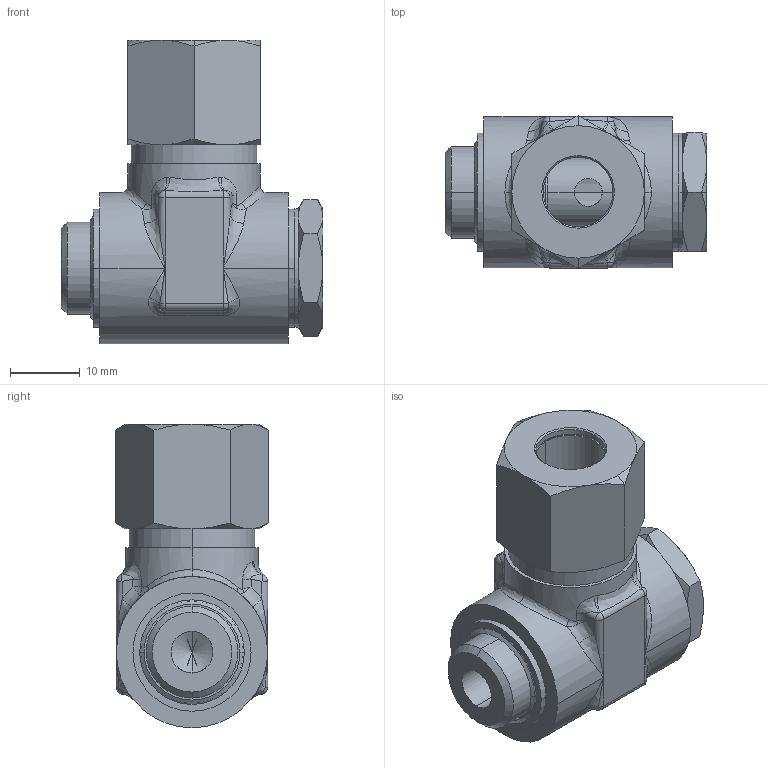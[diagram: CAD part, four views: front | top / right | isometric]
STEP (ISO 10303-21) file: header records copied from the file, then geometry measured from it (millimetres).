
FILE_DESCRIPTION(('STEP AP214'),'1');
FILE_NAME('0118_10_13_39.stp','2020-01-16T10:49:56',('TraceParts'),('TraceParts S.A.'),'Spatial InterOp 3D',' ',' ');
FILE_SCHEMA(('AUTOMOTIVE_DESIGN { 1 0 10303 214 1 1 1 1 }'));
Length unit declared in the file: millimetre
Products named in the file (1): 0118_10_13_39_1
Bounding box: 37.5 x 21.94 x 43.54 mm (x, y, z)
Volume: 15708.2 mm3; surface area: 11123 mm2
Topology: 8 solids, 8 shells, 345 faces, 770 edges, 443 vertices
Faces by surface type: cylinder 124, bspline 66, cone 62, plane 61, torus 22, sphere 10
Entity records: 16363 total; most frequent: CARTESIAN_POINT 6199, DIRECTION 1566, ORIENTED_EDGE 1532, EDGE_CURVE 766, AXIS2_PLACEMENT_3D 667, VERTEX_POINT 443, EDGE_LOOP 371, STYLED_ITEM 353
